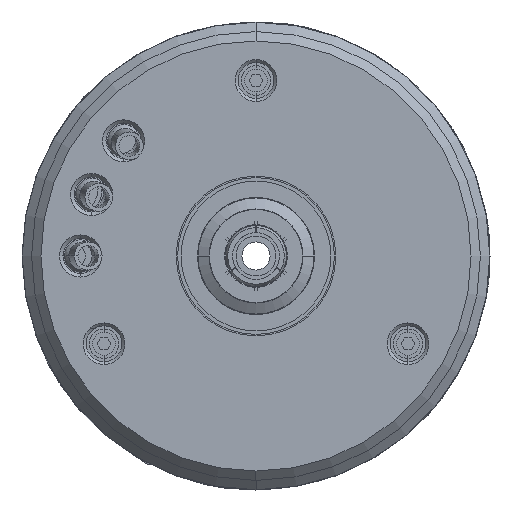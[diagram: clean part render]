
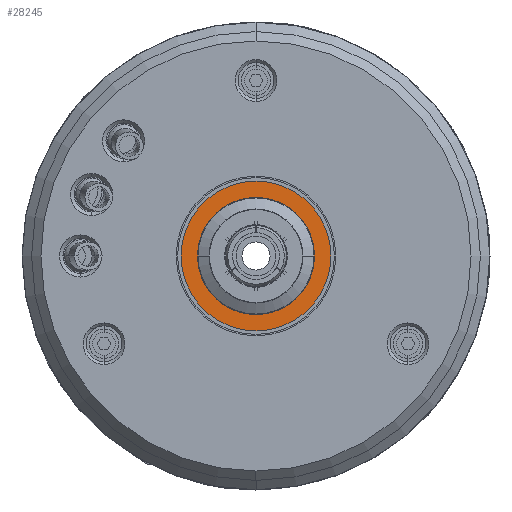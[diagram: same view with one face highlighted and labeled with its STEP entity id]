
A CAD part, left-side view. The second image highlights one B-rep face of the part: STEP entity #28245.
In plain terms, the highlighted planar face has unit normal (-1, 0, 0).
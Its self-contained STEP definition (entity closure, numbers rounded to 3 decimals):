
#2870 = CIRCLE ( 'NONE', #4054, 16. ) ;
#2952 = CIRCLE ( 'NONE', #4071, 11.75 ) ;
#3123 = VECTOR ( 'NONE', #8614, 1000. ) ;
#3128 = LINE ( 'NONE', #8600, #3123 ) ;
#3165 = CIRCLE ( 'NONE', #4137, 16. ) ;
#3189 = CIRCLE ( 'NONE', #4147, 11.75 ) ;
#3209 = VECTOR ( 'NONE', #8069, 1000. ) ;
#3212 = LINE ( 'NONE', #8075, #3209 ) ;
#3320 = CIRCLE ( 'NONE', #4182, 11.75 ) ;
#3393 = CIRCLE ( 'NONE', #4202, 11.75 ) ;
#3398 = CIRCLE ( 'NONE', #4206, 11.75 ) ;
#3914 = VECTOR ( 'NONE', #4530, 1000. ) ;
#4054 = AXIS2_PLACEMENT_3D ( 'NONE', #21790, #21705, #21773 ) ;
#4071 = AXIS2_PLACEMENT_3D ( 'NONE', #7918, #7917, #7916 ) ;
#4137 = AXIS2_PLACEMENT_3D ( 'NONE', #8808, #8805, #8800 ) ;
#4147 = AXIS2_PLACEMENT_3D ( 'NONE', #7939, #7937, #7935 ) ;
#4182 = AXIS2_PLACEMENT_3D ( 'NONE', #19686, #19685, #19684 ) ;
#4202 = AXIS2_PLACEMENT_3D ( 'NONE', #19865, #19864, #19863 ) ;
#4206 = AXIS2_PLACEMENT_3D ( 'NONE', #19896, #19895, #19894 ) ;
#4530 = DIRECTION ( 'NONE',  ( 0., 0.5, -0.866 ) ) ;
#4536 = CARTESIAN_POINT ( 'NONE',  ( -262., -11.73, -0.683 ) ) ;
#6837 = VECTOR ( 'NONE', #26222, 1000. ) ;
#6841 = LINE ( 'NONE', #26200, #6837 ) ;
#6850 = CIRCLE ( 'NONE', #21811, 11.75 ) ;
#6875 = VECTOR ( 'NONE', #26613, 1000. ) ;
#6880 = LINE ( 'NONE', #26584, #6875 ) ;
#6937 = CIRCLE ( 'NONE', #22243, 11.75 ) ;
#7169 = FACE_BOUND ( 'NONE', #13791, .T. ) ;
#7171 = FACE_OUTER_BOUND ( 'NONE', #12960, .T. ) ;
#7916 = DIRECTION ( 'NONE',  ( 0., 1., 0. ) ) ;
#7917 = DIRECTION ( 'NONE',  ( -1., 0., 0. ) ) ;
#7918 = CARTESIAN_POINT ( 'NONE',  ( -262., 0., 0. ) ) ;
#7935 = DIRECTION ( 'NONE',  ( 0., 1., 0. ) ) ;
#7937 = DIRECTION ( 'NONE',  ( -1., 0., 0. ) ) ;
#7939 = CARTESIAN_POINT ( 'NONE',  ( -262., 0., 0. ) ) ;
#8069 = DIRECTION ( 'NONE',  ( 0., -1., 0. ) ) ;
#8075 = CARTESIAN_POINT ( 'NONE',  ( -262., 5.274, 10.5 ) ) ;
#8600 = CARTESIAN_POINT ( 'NONE',  ( -262., 5.274, -10.5 ) ) ;
#8614 = DIRECTION ( 'NONE',  ( 0., 1., 0. ) ) ;
#8800 = DIRECTION ( 'NONE',  ( 0., -1., 0. ) ) ;
#8805 = DIRECTION ( 'NONE',  ( -1., 0., 0. ) ) ;
#8808 = CARTESIAN_POINT ( 'NONE',  ( -262., 0., 0. ) ) ;
#11107 = LINE ( 'NONE', #4536, #3914 ) ;
#12960 = EDGE_LOOP ( 'NONE', ( #22962, #22963 ) ) ;
#13791 = EDGE_LOOP ( 'NONE', ( #22935, #22937, #22938, #22940, #22942, #22944, #22946, #22949, #22951, #22952, #22954, #22957, #22960 ) ) ;
#15786 = VERTEX_POINT ( 'NONE', #17018 ) ;
#15793 = VERTEX_POINT ( 'NONE', #17009 ) ;
#15796 = VERTEX_POINT ( 'NONE', #17004 ) ;
#15801 = VERTEX_POINT ( 'NONE', #16997 ) ;
#15802 = VERTEX_POINT ( 'NONE', #16996 ) ;
#15805 = VERTEX_POINT ( 'NONE', #16992 ) ;
#15806 = VERTEX_POINT ( 'NONE', #16991 ) ;
#15807 = VERTEX_POINT ( 'NONE', #16990 ) ;
#15810 = VERTEX_POINT ( 'NONE', #16986 ) ;
#15811 = VERTEX_POINT ( 'NONE', #16985 ) ;
#15813 = VERTEX_POINT ( 'NONE', #16982 ) ;
#15814 = VERTEX_POINT ( 'NONE', #16981 ) ;
#15815 = VERTEX_POINT ( 'NONE', #16980 ) ;
#15817 = VERTEX_POINT ( 'NONE', #16978 ) ;
#15819 = VERTEX_POINT ( 'NONE', #16976 ) ;
#16976 = CARTESIAN_POINT ( 'NONE',  ( -262., 6.456, 9.817 ) ) ;
#16978 = CARTESIAN_POINT ( 'NONE',  ( -262., 5.274, 10.5 ) ) ;
#16980 = CARTESIAN_POINT ( 'NONE',  ( -262., -6.456, 9.817 ) ) ;
#16981 = CARTESIAN_POINT ( 'NONE',  ( -262., -5.274, 10.5 ) ) ;
#16982 = CARTESIAN_POINT ( 'NONE',  ( -262., 11.73, 0.683 ) ) ;
#16985 = CARTESIAN_POINT ( 'NONE',  ( -262., -11.73, 0.683 ) ) ;
#16986 = CARTESIAN_POINT ( 'NONE',  ( -262., -5.274, -10.5 ) ) ;
#16990 = CARTESIAN_POINT ( 'NONE',  ( -262., 5.274, -10.5 ) ) ;
#16991 = CARTESIAN_POINT ( 'NONE',  ( -262., 11.73, -0.683 ) ) ;
#16992 = CARTESIAN_POINT ( 'NONE',  ( -262., 6.456, -9.817 ) ) ;
#16996 = CARTESIAN_POINT ( 'NONE',  ( -262., 16., 0. ) ) ;
#16997 = CARTESIAN_POINT ( 'NONE',  ( -262., -16., 0. ) ) ;
#17004 = CARTESIAN_POINT ( 'NONE',  ( -262., -11.75, 0. ) ) ;
#17009 = CARTESIAN_POINT ( 'NONE',  ( -262., -11.73, -0.683 ) ) ;
#17018 = CARTESIAN_POINT ( 'NONE',  ( -262., -6.456, -9.817 ) ) ;
#19684 = DIRECTION ( 'NONE',  ( 0., 1., 0. ) ) ;
#19685 = DIRECTION ( 'NONE',  ( -1., 0., 0. ) ) ;
#19686 = CARTESIAN_POINT ( 'NONE',  ( -262., 0., 0. ) ) ;
#19863 = DIRECTION ( 'NONE',  ( 0., 1., 0. ) ) ;
#19864 = DIRECTION ( 'NONE',  ( -1., 0., 0. ) ) ;
#19865 = CARTESIAN_POINT ( 'NONE',  ( -262., 0., 0. ) ) ;
#19894 = DIRECTION ( 'NONE',  ( 0., 1., 0. ) ) ;
#19895 = DIRECTION ( 'NONE',  ( -1., 0., 0. ) ) ;
#19896 = CARTESIAN_POINT ( 'NONE',  ( -262., 0., 0. ) ) ;
#20525 = AXIS2_PLACEMENT_3D ( 'NONE', #25968, #25956, #25955 ) ;
#21350 = CARTESIAN_POINT ( 'NONE',  ( -262., -6.456, 9.817 ) ) ;
#21378 = DIRECTION ( 'NONE',  ( 0., -0.5, -0.866 ) ) ;
#21705 = DIRECTION ( 'NONE',  ( -1., 0., 0. ) ) ;
#21773 = DIRECTION ( 'NONE',  ( 0., -1., 0. ) ) ;
#21790 = CARTESIAN_POINT ( 'NONE',  ( -262., 0., 0. ) ) ;
#21811 = AXIS2_PLACEMENT_3D ( 'NONE', #26232, #26240, #26225 ) ;
#22243 = AXIS2_PLACEMENT_3D ( 'NONE', #25325, #25324, #25323 ) ;
#22612 = VECTOR ( 'NONE', #21378, 1000. ) ;
#22698 = LINE ( 'NONE', #21350, #22612 ) ;
#22935 = ORIENTED_EDGE ( 'NONE', *, *, #32136, .T. ) ;
#22937 = ORIENTED_EDGE ( 'NONE', *, *, #32307, .F. ) ;
#22938 = ORIENTED_EDGE ( 'NONE', *, *, #32460, .T. ) ;
#22940 = ORIENTED_EDGE ( 'NONE', *, *, #32149, .F. ) ;
#22942 = ORIENTED_EDGE ( 'NONE', *, *, #32013, .F. ) ;
#22944 = ORIENTED_EDGE ( 'NONE', *, *, #31642, .T. ) ;
#22946 = ORIENTED_EDGE ( 'NONE', *, *, #29180, .F. ) ;
#22949 = ORIENTED_EDGE ( 'NONE', *, *, #32191, .T. ) ;
#22951 = ORIENTED_EDGE ( 'NONE', *, *, #32065, .F. ) ;
#22952 = ORIENTED_EDGE ( 'NONE', *, *, #29183, .T. ) ;
#22954 = ORIENTED_EDGE ( 'NONE', *, *, #28666, .F. ) ;
#22957 = ORIENTED_EDGE ( 'NONE', *, *, #29069, .T. ) ;
#22960 = ORIENTED_EDGE ( 'NONE', *, *, #32020, .F. ) ;
#22962 = ORIENTED_EDGE ( 'NONE', *, *, #32168, .T. ) ;
#22963 = ORIENTED_EDGE ( 'NONE', *, *, #32359, .T. ) ;
#25323 = DIRECTION ( 'NONE',  ( 0., 1., 0. ) ) ;
#25324 = DIRECTION ( 'NONE',  ( -1., 0., 0. ) ) ;
#25325 = CARTESIAN_POINT ( 'NONE',  ( -262., 0., 0. ) ) ;
#25955 = DIRECTION ( 'NONE',  ( 0., 1., 0. ) ) ;
#25956 = DIRECTION ( 'NONE',  ( 1., 0., 0. ) ) ;
#25961 = PLANE ( 'NONE',  #20525 ) ;
#25968 = CARTESIAN_POINT ( 'NONE',  ( -262., 16., 0. ) ) ;
#26200 = CARTESIAN_POINT ( 'NONE',  ( -262., 11.73, -0.683 ) ) ;
#26222 = DIRECTION ( 'NONE',  ( 0., 0.5, 0.866 ) ) ;
#26225 = DIRECTION ( 'NONE',  ( 0., 1., 0. ) ) ;
#26232 = CARTESIAN_POINT ( 'NONE',  ( -262., 0., 0. ) ) ;
#26240 = DIRECTION ( 'NONE',  ( -1., 0., 0. ) ) ;
#26584 = CARTESIAN_POINT ( 'NONE',  ( -262., 6.456, 9.817 ) ) ;
#26613 = DIRECTION ( 'NONE',  ( 0., -0.5, 0.866 ) ) ;
#28245 = ADVANCED_FACE ( 'NONE', ( #7169, #7171 ), #25961, .F. ) ;
#28666 = EDGE_CURVE ( 'NONE', #15813, #15806, #6937, .T. ) ;
#29069 = EDGE_CURVE ( 'NONE', #15813, #15819, #6880, .T. ) ;
#29180 = EDGE_CURVE ( 'NONE', #15810, #15786, #6850, .T. ) ;
#29183 = EDGE_CURVE ( 'NONE', #15805, #15806, #6841, .T. ) ;
#31642 = EDGE_CURVE ( 'NONE', #15793, #15786, #11107, .T. ) ;
#32013 = EDGE_CURVE ( 'NONE', #15793, #15796, #3398, .T. ) ;
#32020 = EDGE_CURVE ( 'NONE', #15817, #15819, #3393, .T. ) ;
#32065 = EDGE_CURVE ( 'NONE', #15805, #15807, #3320, .T. ) ;
#32136 = EDGE_CURVE ( 'NONE', #15817, #15814, #3212, .T. ) ;
#32149 = EDGE_CURVE ( 'NONE', #15796, #15811, #3189, .T. ) ;
#32168 = EDGE_CURVE ( 'NONE', #15801, #15802, #3165, .T. ) ;
#32191 = EDGE_CURVE ( 'NONE', #15810, #15807, #3128, .T. ) ;
#32307 = EDGE_CURVE ( 'NONE', #15815, #15814, #2952, .T. ) ;
#32359 = EDGE_CURVE ( 'NONE', #15802, #15801, #2870, .T. ) ;
#32460 = EDGE_CURVE ( 'NONE', #15815, #15811, #22698, .T. ) ;
